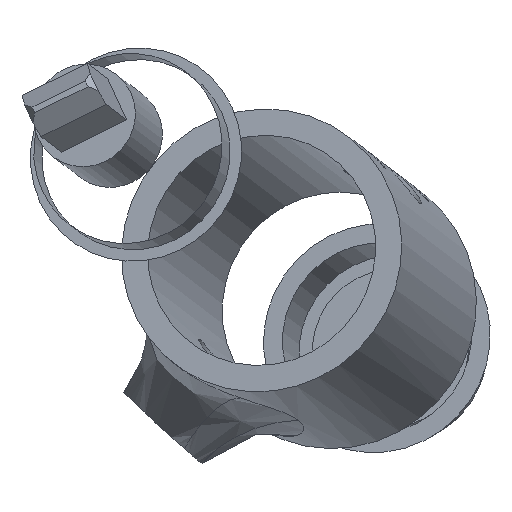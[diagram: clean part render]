
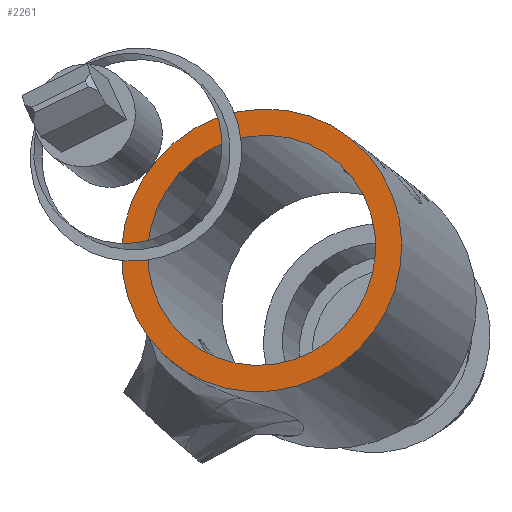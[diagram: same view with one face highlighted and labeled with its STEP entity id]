
A CAD part, top view. The second image highlights one B-rep face of the part: STEP entity #2261.
In plain terms, the highlighted planar face has unit normal (-0.204, 0.154, 0.967).
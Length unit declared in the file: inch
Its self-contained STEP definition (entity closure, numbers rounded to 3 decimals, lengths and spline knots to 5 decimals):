
#39=PLANE('',#2466);
#82=FACE_BOUND('',#709,.T.);
#588=FACE_OUTER_BOUND('',#708,.T.);
#708=EDGE_LOOP('',(#1751,#1752));
#709=EDGE_LOOP('',(#1753));
#786=CIRCLE('',#2352,0.42323);
#787=CIRCLE('',#2353,0.42323);
#855=CIRCLE('',#2467,0.34449);
#924=VERTEX_POINT('',#3496);
#925=VERTEX_POINT('',#3498);
#1059=VERTEX_POINT('',#3991);
#1145=EDGE_CURVE('',#924,#925,#786,.T.);
#1146=EDGE_CURVE('',#925,#924,#787,.T.);
#1326=EDGE_CURVE('',#1059,#1059,#855,.T.);
#1751=ORIENTED_EDGE('',*,*,#1146,.F.);
#1752=ORIENTED_EDGE('',*,*,#1145,.F.);
#1753=ORIENTED_EDGE('',*,*,#1326,.T.);
#2261=ADVANCED_FACE('',(#588,#82),#39,.T.);
#2352=AXIS2_PLACEMENT_3D('',#3499,#2580,#2581);
#2353=AXIS2_PLACEMENT_3D('',#3500,#2582,#2583);
#2466=AXIS2_PLACEMENT_3D('',#3990,#2912,#2913);
#2467=AXIS2_PLACEMENT_3D('',#3992,#2914,#2915);
#2580=DIRECTION('center_axis',(0.204,-0.154,-0.967));
#2581=DIRECTION('ref_axis',(0.979,0.058,0.197));
#2582=DIRECTION('center_axis',(0.204,-0.154,-0.967));
#2583=DIRECTION('ref_axis',(0.979,0.058,0.197));
#2912=DIRECTION('center_axis',(-0.204,0.154,0.967));
#2913=DIRECTION('ref_axis',(0.71,-0.656,0.254));
#2914=DIRECTION('center_axis',(0.204,-0.154,-0.967));
#2915=DIRECTION('ref_axis',(0.71,-0.656,0.254));
#3496=CARTESIAN_POINT('',(-2.11571,8.37672,-0.66478));
#3498=CARTESIAN_POINT('',(-2.81497,8.03939,-0.75858));
#3499=CARTESIAN_POINT('Origin',(-2.52991,8.35204,-0.74816));
#3500=CARTESIAN_POINT('Origin',(-2.52991,8.35204,-0.74816));
#3990=CARTESIAN_POINT('Origin',(-3.11567,8.31714,-0.86607));
#3991=CARTESIAN_POINT('',(-2.77466,8.57812,-0.83564));
#3992=CARTESIAN_POINT('Origin',(-2.52991,8.35204,-0.74816));
